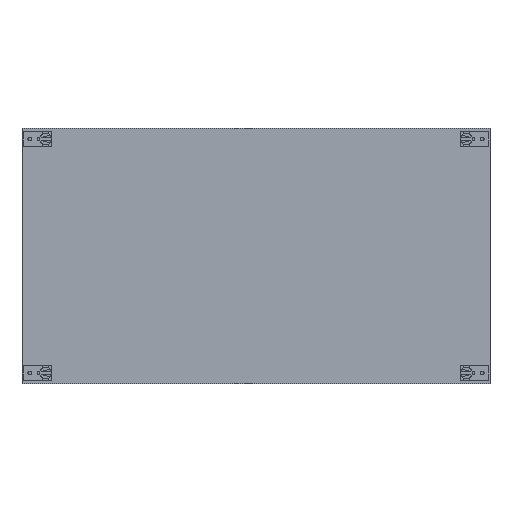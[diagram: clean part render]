
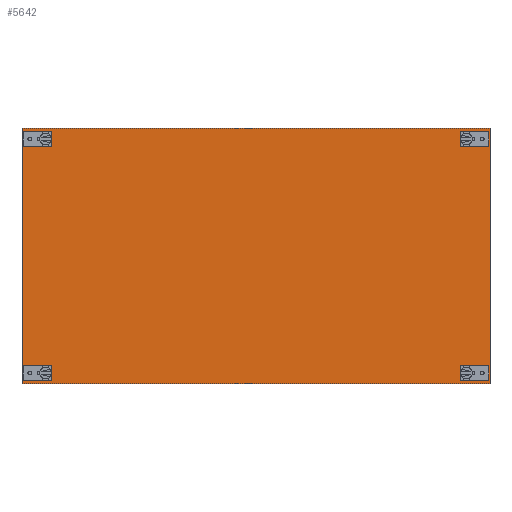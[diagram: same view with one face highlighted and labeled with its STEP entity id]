
A CAD part, top view. The second image highlights one B-rep face of the part: STEP entity #5642.
In plain terms, the highlighted planar face has unit normal (0, 0, 1).
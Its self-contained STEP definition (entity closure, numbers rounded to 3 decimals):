
#4713=CARTESIAN_POINT('',(397.,162.5,1.));
#4714=DIRECTION('',(0.,0.,1.));
#4715=DIRECTION('',(0.896,0.445,0.));
#4716=AXIS2_PLACEMENT_3D('',#4713,#4714,#4715);
#4721=DIRECTION('',(1.,0.,0.));
#4722=VECTOR('',#4721,5.239);
#4723=CARTESIAN_POINT('',(401.411,160.31,1.));
#4724=LINE('',#4723,#4722);
#4728=DIRECTION('',(0.,1.,0.));
#4729=VECTOR('',#4728,4.38);
#4730=CARTESIAN_POINT('',(406.65,160.31,1.));
#4731=LINE('',#4730,#4729);
#4735=DIRECTION('',(-1.,0.,0.));
#4736=VECTOR('',#4735,5.239);
#4737=CARTESIAN_POINT('',(406.65,164.69,1.));
#4738=LINE('',#4737,#4736);
#4742=CARTESIAN_POINT('',(416.,162.5,1.));
#4743=DIRECTION('',(0.,0.,1.));
#4744=DIRECTION('',(-1.,0.,0.));
#4745=AXIS2_PLACEMENT_3D('',#4742,#4743,#4744);
#4750=CARTESIAN_POINT('',(416.,162.5,1.));
#4751=DIRECTION('',(0.,0.,1.));
#4752=DIRECTION('',(1.,0.,0.));
#4753=AXIS2_PLACEMENT_3D('',#4750,#4751,#4752);
#4758=CARTESIAN_POINT('',(397.,-112.5,1.));
#4759=DIRECTION('',(0.,0.,1.));
#4760=DIRECTION('',(0.896,0.445,0.));
#4761=AXIS2_PLACEMENT_3D('',#4758,#4759,#4760);
#4766=CARTESIAN_POINT('',(416.,-112.5,1.));
#4767=DIRECTION('',(0.,0.,1.));
#4768=DIRECTION('',(-1.,0.,0.));
#4769=AXIS2_PLACEMENT_3D('',#4766,#4767,#4768);
#4774=CARTESIAN_POINT('',(416.,-112.5,1.));
#4775=DIRECTION('',(0.,0.,1.));
#4776=DIRECTION('',(1.,0.,0.));
#4777=AXIS2_PLACEMENT_3D('',#4774,#4775,#4776);
#4782=CARTESIAN_POINT('',(-116.,162.5,1.));
#4783=DIRECTION('',(0.,0.,1.));
#4784=DIRECTION('',(1.,0.,0.));
#4785=AXIS2_PLACEMENT_3D('',#4782,#4783,#4784);
#4790=CARTESIAN_POINT('',(-116.,162.5,1.));
#4791=DIRECTION('',(0.,0.,1.));
#4792=DIRECTION('',(-1.,0.,0.));
#4793=AXIS2_PLACEMENT_3D('',#4790,#4791,#4792);
#4798=CARTESIAN_POINT('',(-97.,-112.5,1.));
#4799=DIRECTION('',(0.,0.,1.));
#4800=DIRECTION('',(-0.896,-0.445,0.));
#4801=AXIS2_PLACEMENT_3D('',#4798,#4799,#4800);
#4806=CARTESIAN_POINT('',(-116.,-112.5,1.));
#4807=DIRECTION('',(0.,0.,1.));
#4808=DIRECTION('',(1.,0.,0.));
#4809=AXIS2_PLACEMENT_3D('',#4806,#4807,#4808);
#4814=CARTESIAN_POINT('',(-116.,-112.5,1.));
#4815=DIRECTION('',(0.,0.,1.));
#4816=DIRECTION('',(-1.,0.,0.));
#4817=AXIS2_PLACEMENT_3D('',#4814,#4815,#4816);
#4822=CARTESIAN_POINT('',(-97.,162.5,1.));
#4823=DIRECTION('',(0.,0.,1.));
#4824=DIRECTION('',(-0.896,-0.445,0.));
#4825=AXIS2_PLACEMENT_3D('',#4822,#4823,#4824);
#4830=DIRECTION('',(-1.,0.,0.));
#4831=VECTOR('',#4830,5.239);
#4832=CARTESIAN_POINT('',(-101.411,164.69,1.));
#4833=LINE('',#4832,#4831);
#4837=DIRECTION('',(0.,-1.,0.));
#4838=VECTOR('',#4837,4.38);
#4839=CARTESIAN_POINT('',(-106.65,164.69,1.));
#4840=LINE('',#4839,#4838);
#4844=DIRECTION('',(1.,0.,0.));
#4845=VECTOR('',#4844,5.239);
#4846=CARTESIAN_POINT('',(-106.65,160.31,1.));
#4847=LINE('',#4846,#4845);
#4851=DIRECTION('',(0.,1.,0.));
#4852=VECTOR('',#4851,300.);
#4853=CARTESIAN_POINT('',(-125.,-125.,1.));
#4854=LINE('',#4853,#4852);
#4893=DIRECTION('',(-1.,0.,0.));
#4894=VECTOR('',#4893,5.239);
#4895=CARTESIAN_POINT('',(406.65,-114.69,1.));
#4896=LINE('',#4895,#4894);
#4907=DIRECTION('',(0.,-1.,0.));
#4908=VECTOR('',#4907,4.38);
#4909=CARTESIAN_POINT('',(406.65,-110.31,1.));
#4910=LINE('',#4909,#4908);
#4914=DIRECTION('',(1.,0.,0.));
#4915=VECTOR('',#4914,5.239);
#4916=CARTESIAN_POINT('',(401.411,-110.31,1.));
#4917=LINE('',#4916,#4915);
#4970=DIRECTION('',(1.,0.,0.));
#4971=VECTOR('',#4970,5.239);
#4972=CARTESIAN_POINT('',(-106.65,-110.31,1.));
#4973=LINE('',#4972,#4971);
#4984=DIRECTION('',(0.,1.,0.));
#4985=VECTOR('',#4984,4.38);
#4986=CARTESIAN_POINT('',(-106.65,-114.69,1.));
#4987=LINE('',#4986,#4985);
#4991=DIRECTION('',(-1.,0.,0.));
#4992=VECTOR('',#4991,5.239);
#4993=CARTESIAN_POINT('',(-101.411,-114.69,1.));
#4994=LINE('',#4993,#4992);
#5082=DIRECTION('',(-1.,0.,0.));
#5083=VECTOR('',#5082,550.);
#5084=CARTESIAN_POINT('',(425.,175.,1.));
#5085=LINE('',#5084,#5083);
#5159=DIRECTION('',(0.,1.,0.));
#5160=VECTOR('',#5159,300.);
#5161=CARTESIAN_POINT('',(425.,-125.,1.));
#5162=LINE('',#5161,#5160);
#5173=DIRECTION('',(1.,0.,0.));
#5174=VECTOR('',#5173,550.);
#5175=CARTESIAN_POINT('',(-125.,-125.,1.));
#5176=LINE('',#5175,#5174);
#5307=CARTESIAN_POINT('',(-125.,-125.,1.));
#5308=CARTESIAN_POINT('',(-125.,175.,1.));
#5309=VERTEX_POINT('',#5307);
#5310=VERTEX_POINT('',#5308);
#5311=CARTESIAN_POINT('',(-111.75,162.5,1.));
#5312=CARTESIAN_POINT('',(-120.25,162.5,1.));
#5313=VERTEX_POINT('',#5311);
#5314=VERTEX_POINT('',#5312);
#5315=CARTESIAN_POINT('',(-106.65,-110.31,1.));
#5316=CARTESIAN_POINT('',(-101.411,-110.31,1.));
#5317=VERTEX_POINT('',#5315);
#5318=VERTEX_POINT('',#5316);
#5319=CARTESIAN_POINT('',(-106.65,-114.69,1.));
#5320=VERTEX_POINT('',#5319);
#5321=CARTESIAN_POINT('',(-101.411,-114.69,1.));
#5322=VERTEX_POINT('',#5321);
#5323=CARTESIAN_POINT('',(-111.75,-112.5,1.));
#5324=CARTESIAN_POINT('',(-120.25,-112.5,1.));
#5325=VERTEX_POINT('',#5323);
#5326=VERTEX_POINT('',#5324);
#5327=CARTESIAN_POINT('',(-101.411,164.69,1.));
#5328=CARTESIAN_POINT('',(-106.65,164.69,1.));
#5329=VERTEX_POINT('',#5327);
#5330=VERTEX_POINT('',#5328);
#5331=CARTESIAN_POINT('',(-106.65,160.31,1.));
#5332=VERTEX_POINT('',#5331);
#5333=CARTESIAN_POINT('',(-101.411,160.31,1.));
#5334=VERTEX_POINT('',#5333);
#5379=CARTESIAN_POINT('',(401.411,160.31,1.));
#5380=VERTEX_POINT('',#5379);
#5381=CARTESIAN_POINT('',(401.411,164.69,1.));
#5382=VERTEX_POINT('',#5381);
#5383=CARTESIAN_POINT('',(406.65,160.31,1.));
#5384=VERTEX_POINT('',#5383);
#5385=CARTESIAN_POINT('',(406.65,164.69,1.));
#5386=VERTEX_POINT('',#5385);
#5387=CARTESIAN_POINT('',(411.75,162.5,1.));
#5388=CARTESIAN_POINT('',(420.25,162.5,1.));
#5389=VERTEX_POINT('',#5387);
#5390=VERTEX_POINT('',#5388);
#5391=CARTESIAN_POINT('',(411.75,-112.5,1.));
#5392=CARTESIAN_POINT('',(420.25,-112.5,1.));
#5393=VERTEX_POINT('',#5391);
#5394=VERTEX_POINT('',#5392);
#5395=CARTESIAN_POINT('',(406.65,-114.69,1.));
#5396=CARTESIAN_POINT('',(401.411,-114.69,1.));
#5397=VERTEX_POINT('',#5395);
#5398=VERTEX_POINT('',#5396);
#5399=CARTESIAN_POINT('',(406.65,-110.31,1.));
#5400=VERTEX_POINT('',#5399);
#5401=CARTESIAN_POINT('',(401.411,-110.31,1.));
#5402=VERTEX_POINT('',#5401);
#5405=CARTESIAN_POINT('',(425.,175.,1.));
#5406=VERTEX_POINT('',#5405);
#5409=CARTESIAN_POINT('',(425.,-125.,1.));
#5410=VERTEX_POINT('',#5409);
#5567=CARTESIAN_POINT('',(0.,0.,1.));
#5568=DIRECTION('',(0.,0.,1.));
#5569=DIRECTION('',(1.,0.,0.));
#5570=AXIS2_PLACEMENT_3D('',#5567,#5568,#5569);
#5571=PLANE('',#5570);
#5573=ORIENTED_EDGE('',*,*,#5572,.F.);
#5575=ORIENTED_EDGE('',*,*,#5574,.F.);
#5577=ORIENTED_EDGE('',*,*,#5576,.F.);
#5579=ORIENTED_EDGE('',*,*,#5578,.T.);
#5580=EDGE_LOOP('',(#5573,#5575,#5577,#5579));
#5581=FACE_OUTER_BOUND('',#5580,.F.);
#5583=ORIENTED_EDGE('',*,*,#5582,.T.);
#5585=ORIENTED_EDGE('',*,*,#5584,.T.);
#5586=EDGE_LOOP('',(#5583,#5585));
#5587=FACE_BOUND('',#5586,.F.);
#5589=ORIENTED_EDGE('',*,*,#5588,.T.);
#5591=ORIENTED_EDGE('',*,*,#5590,.F.);
#5593=ORIENTED_EDGE('',*,*,#5592,.F.);
#5595=ORIENTED_EDGE('',*,*,#5594,.F.);
#5596=EDGE_LOOP('',(#5589,#5591,#5593,#5595));
#5597=FACE_BOUND('',#5596,.F.);
#5599=ORIENTED_EDGE('',*,*,#5598,.T.);
#5601=ORIENTED_EDGE('',*,*,#5600,.T.);
#5602=EDGE_LOOP('',(#5599,#5601));
#5603=FACE_BOUND('',#5602,.F.);
#5605=ORIENTED_EDGE('',*,*,#5604,.T.);
#5607=ORIENTED_EDGE('',*,*,#5606,.T.);
#5608=EDGE_LOOP('',(#5605,#5607));
#5609=FACE_BOUND('',#5608,.F.);
#5611=ORIENTED_EDGE('',*,*,#5610,.T.);
#5613=ORIENTED_EDGE('',*,*,#5612,.F.);
#5615=ORIENTED_EDGE('',*,*,#5614,.F.);
#5617=ORIENTED_EDGE('',*,*,#5616,.F.);
#5618=EDGE_LOOP('',(#5611,#5613,#5615,#5617));
#5619=FACE_BOUND('',#5618,.F.);
#5621=ORIENTED_EDGE('',*,*,#5620,.T.);
#5623=ORIENTED_EDGE('',*,*,#5622,.T.);
#5624=EDGE_LOOP('',(#5621,#5623));
#5625=FACE_BOUND('',#5624,.F.);
#5627=ORIENTED_EDGE('',*,*,#5626,.T.);
#5629=ORIENTED_EDGE('',*,*,#5628,.T.);
#5631=ORIENTED_EDGE('',*,*,#5630,.T.);
#5633=ORIENTED_EDGE('',*,*,#5632,.T.);
#5634=EDGE_LOOP('',(#5627,#5629,#5631,#5633));
#5635=FACE_BOUND('',#5634,.F.);
#5636=ORIENTED_EDGE('',*,*,#5519,.T.);
#5637=ORIENTED_EDGE('',*,*,#5534,.T.);
#5638=ORIENTED_EDGE('',*,*,#5548,.T.);
#5639=ORIENTED_EDGE('',*,*,#5561,.T.);
#5640=EDGE_LOOP('',(#5636,#5637,#5638,#5639));
#5641=FACE_BOUND('',#5640,.F.);
#4717=CIRCLE('',#4716,4.925);
#4746=CIRCLE('',#4745,4.25);
#4754=CIRCLE('',#4753,4.25);
#4762=CIRCLE('',#4761,4.925);
#4770=CIRCLE('',#4769,4.25);
#4778=CIRCLE('',#4777,4.25);
#4786=CIRCLE('',#4785,4.25);
#4794=CIRCLE('',#4793,4.25);
#4802=CIRCLE('',#4801,4.925);
#4810=CIRCLE('',#4809,4.25);
#4818=CIRCLE('',#4817,4.25);
#4826=CIRCLE('',#4825,4.925);
#5519=EDGE_CURVE('',#5382,#5380,#4717,.T.);
#5534=EDGE_CURVE('',#5380,#5384,#4724,.T.);
#5548=EDGE_CURVE('',#5384,#5386,#4731,.T.);
#5561=EDGE_CURVE('',#5386,#5382,#4738,.T.);
#5572=EDGE_CURVE('',#5406,#5310,#5085,.T.);
#5574=EDGE_CURVE('',#5410,#5406,#5162,.T.);
#5576=EDGE_CURVE('',#5309,#5410,#5176,.T.);
#5578=EDGE_CURVE('',#5309,#5310,#4854,.T.);
#5582=EDGE_CURVE('',#5389,#5390,#4746,.T.);
#5584=EDGE_CURVE('',#5390,#5389,#4754,.T.);
#5588=EDGE_CURVE('',#5402,#5398,#4762,.T.);
#5590=EDGE_CURVE('',#5397,#5398,#4896,.T.);
#5592=EDGE_CURVE('',#5400,#5397,#4910,.T.);
#5594=EDGE_CURVE('',#5402,#5400,#4917,.T.);
#5598=EDGE_CURVE('',#5393,#5394,#4770,.T.);
#5600=EDGE_CURVE('',#5394,#5393,#4778,.T.);
#5604=EDGE_CURVE('',#5313,#5314,#4786,.T.);
#5606=EDGE_CURVE('',#5314,#5313,#4794,.T.);
#5610=EDGE_CURVE('',#5322,#5318,#4802,.T.);
#5612=EDGE_CURVE('',#5317,#5318,#4973,.T.);
#5614=EDGE_CURVE('',#5320,#5317,#4987,.T.);
#5616=EDGE_CURVE('',#5322,#5320,#4994,.T.);
#5620=EDGE_CURVE('',#5325,#5326,#4810,.T.);
#5622=EDGE_CURVE('',#5326,#5325,#4818,.T.);
#5626=EDGE_CURVE('',#5334,#5329,#4826,.T.);
#5628=EDGE_CURVE('',#5329,#5330,#4833,.T.);
#5630=EDGE_CURVE('',#5330,#5332,#4840,.T.);
#5632=EDGE_CURVE('',#5332,#5334,#4847,.T.);
#5642=ADVANCED_FACE('',(#5581,#5587,#5597,#5603,#5609,#5619,#5625,#5635,#5641),
#5571,.T.);
